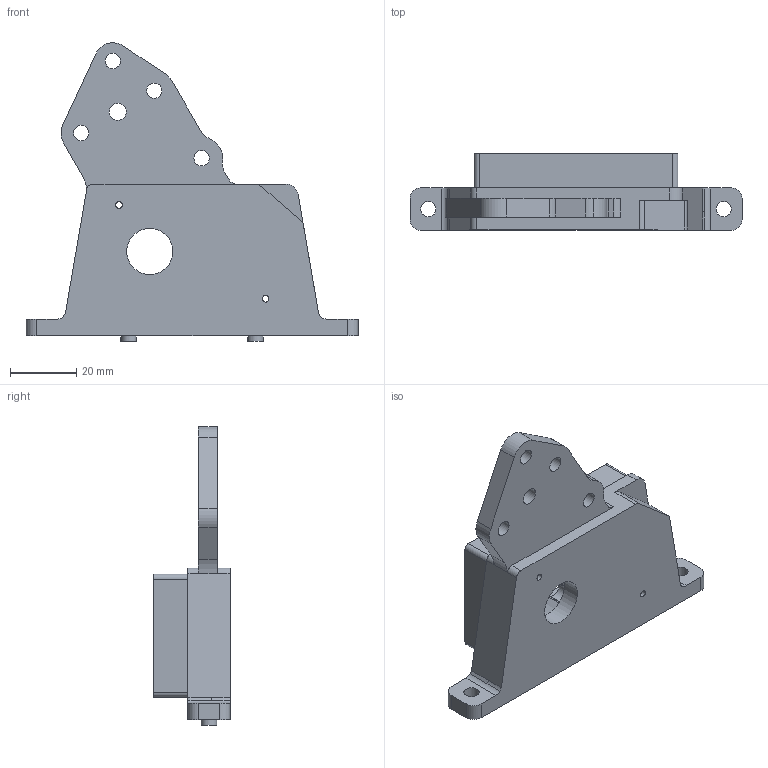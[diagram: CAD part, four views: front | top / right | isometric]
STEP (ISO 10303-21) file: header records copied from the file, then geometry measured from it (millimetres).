
FILE_DESCRIPTION(/* description */ (''),/* implementation_level */ '2;1');
FILE_NAME(/* name */ 'Motor Stack Intake Side.step',/* time_stamp */ '2024-06-27T20:50:18-05:00',/* author */ (''),/* organization */ (''),/* preprocessor_version */ 'ST-DEVELOPER v20',/* originating_system */ 'Autodesk Translation Framework v13.14.0.145',/* authorisation */ '');
FILE_SCHEMA (('AUTOMOTIVE_DESIGN { 1 0 10303 214 3 1 1 }'));
Length unit declared in the file: inch
Products named in the file (1): Motor Stack Intake Side
Bounding box: 99.87 x 22.93 x 89.81 mm (x, y, z)
Volume: 47866.8 mm3; surface area: 19000.9 mm2
Topology: 1 solids, 1 shells, 140 faces, 376 edges, 250 vertices
Faces by surface type: cylinder 68, plane 52, bspline 20
Full cylindrical faces by diameter (mm): 2 x2, 3.5 x4, 4.623 x8, 5.08 x1, 8.2 x1, 12.228 x1, 13.9 x1
Entity records: 4798 total; most frequent: CARTESIAN_POINT 1202, ORIENTED_EDGE 752, DIRECTION 722, EDGE_CURVE 376, AXIS2_PLACEMENT_3D 259, VERTEX_POINT 250, LINE 204, VECTOR 204
